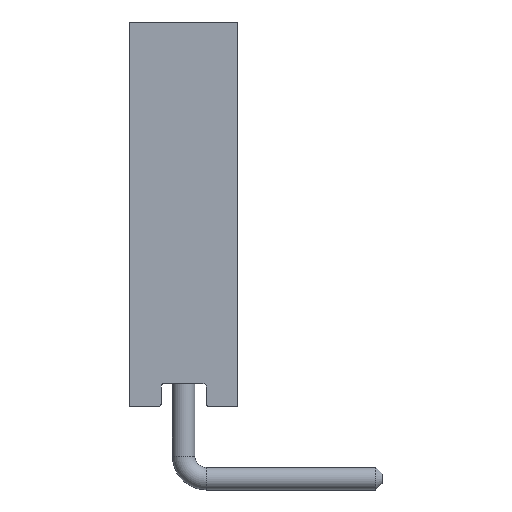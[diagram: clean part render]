
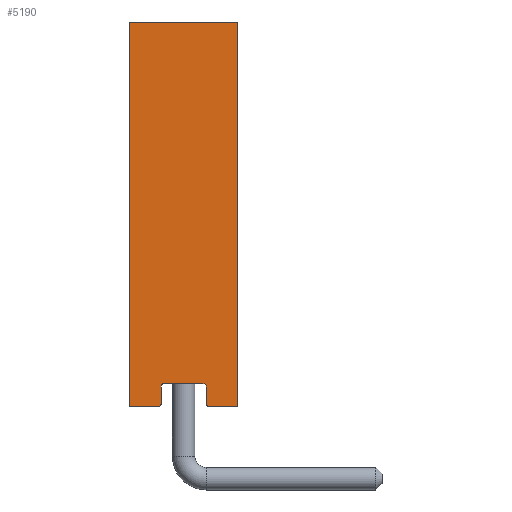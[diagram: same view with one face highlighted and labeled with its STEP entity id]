
A CAD part, left-side view. The second image highlights one B-rep face of the part: STEP entity #5190.
In plain terms, the highlighted planar face has unit normal (-1, 0, 0).
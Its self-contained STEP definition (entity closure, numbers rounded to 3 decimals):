
#287=PLANE('',#5573);
#558=FACE_OUTER_BOUND('',#894,.T.);
#894=EDGE_LOOP('',(#3640,#3641,#3642,#3643,#3644,#3645,#3646,#3647,#3648,
#3649,#3650,#3651));
#1248=LINE('',#8094,#1674);
#1251=LINE('',#8100,#1677);
#1252=LINE('',#8104,#1678);
#1253=LINE('',#8108,#1679);
#1254=LINE('',#8112,#1680);
#1255=LINE('',#8114,#1681);
#1256=LINE('',#8116,#1682);
#1257=LINE('',#8117,#1683);
#1674=VECTOR('',#6267,10.);
#1677=VECTOR('',#6272,10.);
#1678=VECTOR('',#6275,10.);
#1679=VECTOR('',#6278,10.);
#1680=VECTOR('',#6281,10.);
#1681=VECTOR('',#6282,10.);
#1682=VECTOR('',#6283,10.);
#1683=VECTOR('',#6284,10.);
#2081=CIRCLE('',#5570,0.05);
#2083=CIRCLE('',#5574,0.05);
#2084=CIRCLE('',#5575,0.05);
#2085=CIRCLE('',#5576,0.05);
#2301=VERTEX_POINT('',#8084);
#2302=VERTEX_POINT('',#8085);
#2305=VERTEX_POINT('',#8093);
#2307=VERTEX_POINT('',#8099);
#2308=VERTEX_POINT('',#8101);
#2309=VERTEX_POINT('',#8103);
#2310=VERTEX_POINT('',#8105);
#2311=VERTEX_POINT('',#8107);
#2312=VERTEX_POINT('',#8109);
#2313=VERTEX_POINT('',#8111);
#2314=VERTEX_POINT('',#8113);
#2315=VERTEX_POINT('',#8115);
#2802=EDGE_CURVE('',#2301,#2302,#2081,.T.);
#2806=EDGE_CURVE('',#2302,#2305,#1248,.T.);
#2809=EDGE_CURVE('',#2301,#2307,#1251,.T.);
#2810=EDGE_CURVE('',#2308,#2307,#2083,.T.);
#2811=EDGE_CURVE('',#2308,#2309,#1252,.T.);
#2812=EDGE_CURVE('',#2310,#2309,#2084,.T.);
#2813=EDGE_CURVE('',#2310,#2311,#1253,.T.);
#2814=EDGE_CURVE('',#2312,#2311,#2085,.T.);
#2815=EDGE_CURVE('',#2313,#2312,#1254,.T.);
#2816=EDGE_CURVE('',#2313,#2314,#1255,.T.);
#2817=EDGE_CURVE('',#2315,#2314,#1256,.T.);
#2818=EDGE_CURVE('',#2305,#2315,#1257,.T.);
#3640=ORIENTED_EDGE('',*,*,#2802,.F.);
#3641=ORIENTED_EDGE('',*,*,#2809,.T.);
#3642=ORIENTED_EDGE('',*,*,#2810,.F.);
#3643=ORIENTED_EDGE('',*,*,#2811,.T.);
#3644=ORIENTED_EDGE('',*,*,#2812,.F.);
#3645=ORIENTED_EDGE('',*,*,#2813,.T.);
#3646=ORIENTED_EDGE('',*,*,#2814,.F.);
#3647=ORIENTED_EDGE('',*,*,#2815,.F.);
#3648=ORIENTED_EDGE('',*,*,#2816,.T.);
#3649=ORIENTED_EDGE('',*,*,#2817,.F.);
#3650=ORIENTED_EDGE('',*,*,#2818,.F.);
#3651=ORIENTED_EDGE('',*,*,#2806,.F.);
#5190=ADVANCED_FACE('',(#558),#287,.T.);
#5570=AXIS2_PLACEMENT_3D('',#8086,#6259,#6260);
#5573=AXIS2_PLACEMENT_3D('',#8098,#6270,#6271);
#5574=AXIS2_PLACEMENT_3D('',#8102,#6273,#6274);
#5575=AXIS2_PLACEMENT_3D('',#8106,#6276,#6277);
#5576=AXIS2_PLACEMENT_3D('',#8110,#6279,#6280);
#6259=DIRECTION('center_axis',(1.,0.,0.));
#6260=DIRECTION('ref_axis',(0.,-0.707,-0.707));
#6267=DIRECTION('',(0.,1.,0.));
#6270=DIRECTION('center_axis',(-1.,0.,0.));
#6271=DIRECTION('ref_axis',(0.,-1.,0.));
#6272=DIRECTION('',(0.,0.,1.));
#6273=DIRECTION('center_axis',(-1.,0.,0.));
#6274=DIRECTION('ref_axis',(0.,0.707,0.707));
#6275=DIRECTION('',(0.,-1.,0.));
#6276=DIRECTION('center_axis',(-1.,0.,0.));
#6277=DIRECTION('ref_axis',(0.,-0.707,0.707));
#6278=DIRECTION('',(0.,0.,-1.));
#6279=DIRECTION('center_axis',(1.,0.,0.));
#6280=DIRECTION('ref_axis',(0.,0.707,-0.707));
#6281=DIRECTION('',(0.,1.,0.));
#6282=DIRECTION('',(0.,0.,1.));
#6283=DIRECTION('',(0.,-1.,0.));
#6284=DIRECTION('',(0.,0.,1.));
#8084=CARTESIAN_POINT('',(0.,-0.7,0.05));
#8085=CARTESIAN_POINT('',(0.,-0.65,0.));
#8086=CARTESIAN_POINT('Origin',(0.,-0.65,0.05));
#8093=CARTESIAN_POINT('',(0.,0.,0.));
#8094=CARTESIAN_POINT('',(0.,-2.4,0.));
#8098=CARTESIAN_POINT('Origin',(0.,0.,0.));
#8099=CARTESIAN_POINT('',(0.,-0.7,0.45));
#8100=CARTESIAN_POINT('',(0.,-0.7,0.));
#8101=CARTESIAN_POINT('',(0.,-0.75,0.5));
#8102=CARTESIAN_POINT('Origin',(0.,-0.75,0.45));
#8103=CARTESIAN_POINT('',(0.,-1.65,0.5));
#8104=CARTESIAN_POINT('',(0.,-0.6,0.5));
#8105=CARTESIAN_POINT('',(0.,-1.7,0.45));
#8106=CARTESIAN_POINT('Origin',(0.,-1.65,0.45));
#8107=CARTESIAN_POINT('',(0.,-1.7,0.05));
#8108=CARTESIAN_POINT('',(0.,-1.7,0.));
#8109=CARTESIAN_POINT('',(0.,-1.75,0.));
#8110=CARTESIAN_POINT('Origin',(0.,-1.75,0.05));
#8111=CARTESIAN_POINT('',(0.,-2.4,0.));
#8112=CARTESIAN_POINT('',(0.,-2.4,0.));
#8113=CARTESIAN_POINT('',(0.,-2.4,8.5));
#8114=CARTESIAN_POINT('',(0.,-2.4,0.));
#8115=CARTESIAN_POINT('',(0.,0.,8.5));
#8116=CARTESIAN_POINT('',(0.,-2.4,8.5));
#8117=CARTESIAN_POINT('',(0.,0.,0.));
